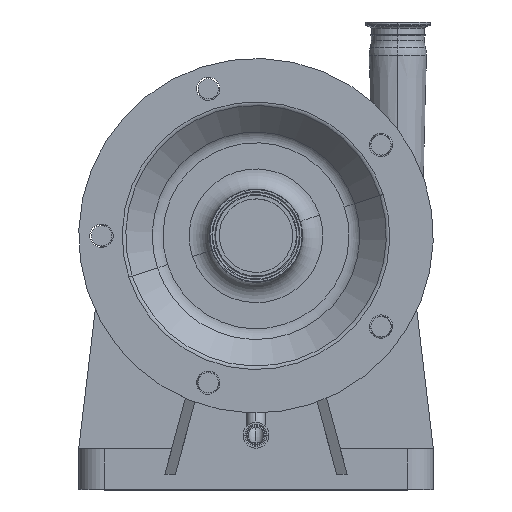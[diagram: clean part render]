
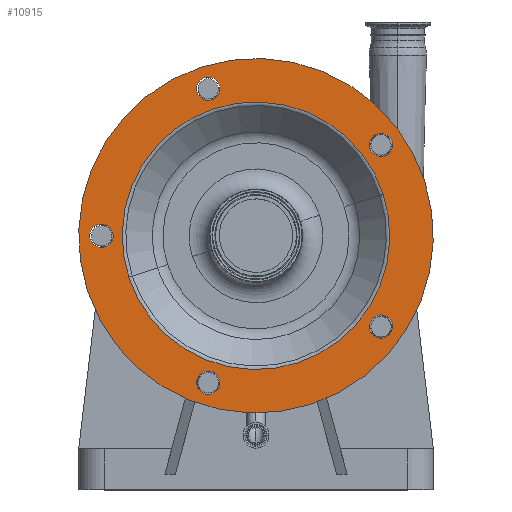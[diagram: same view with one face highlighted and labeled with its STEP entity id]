
A CAD part, top view. The second image highlights one B-rep face of the part: STEP entity #10915.
In plain terms, the highlighted planar face has unit normal (0, 0, 1).
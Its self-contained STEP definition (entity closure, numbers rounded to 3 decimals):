
#82 = AXIS2_PLACEMENT_3D ( 'NONE', #3998, #11971, #5123 ) ;
#192 = CARTESIAN_POINT ( 'NONE',  ( -47.125, 145.036, 289.5 ) ) ;
#287 = DIRECTION ( 'NONE',  ( 0., 0., 1. ) ) ;
#424 = ORIENTED_EDGE ( 'NONE', *, *, #10066, .F. ) ;
#483 = CARTESIAN_POINT ( 'NONE',  ( 134.312, -86.084, 289.5 ) ) ;
#490 = CIRCLE ( 'NONE', #13110, 175. ) ;
#499 = CARTESIAN_POINT ( 'NONE',  ( 166.435, 54.078, 289.5 ) ) ;
#536 = VERTEX_POINT ( 'NONE', #9244 ) ;
#586 = AXIS2_PLACEMENT_3D ( 'NONE', #12577, #5732, #13732 ) ;
#595 = CARTESIAN_POINT ( 'NONE',  ( 125.607, 40.812, 289.5 ) ) ;
#615 = DIRECTION ( 'NONE',  ( 0., 0., -1. ) ) ;
#647 = CIRCLE ( 'NONE', #8506, 11.5 ) ;
#1102 = CIRCLE ( 'NONE', #12822, 11.5 ) ;
#1273 = CIRCLE ( 'NONE', #12958, 11.5 ) ;
#1334 = DIRECTION ( 'NONE',  ( 0., 0., 1. ) ) ;
#1394 = EDGE_CURVE ( 'NONE', #4952, #11180, #2734, .T. ) ;
#1400 = DIRECTION ( 'NONE',  ( 0.951, 0.309, 0. ) ) ;
#1665 = DIRECTION ( 'NONE',  ( 0., 0., -1. ) ) ;
#1888 = CARTESIAN_POINT ( 'NONE',  ( -47.125, -145.036, 289.5 ) ) ;
#2013 = CARTESIAN_POINT ( 'NONE',  ( -125.607, -40.812, 289.5 ) ) ;
#2092 = CIRCLE ( 'NONE', #8048, 11.5 ) ;
#2262 = CIRCLE ( 'NONE', #2442, 11.5 ) ;
#2370 = ORIENTED_EDGE ( 'NONE', *, *, #9408, .F. ) ;
#2442 = AXIS2_PLACEMENT_3D ( 'NONE', #11128, #4286, #12278 ) ;
#2446 = AXIS2_PLACEMENT_3D ( 'NONE', #7168, #287, #8312 ) ;
#2490 = EDGE_CURVE ( 'NONE', #12354, #7608, #1273, .T. ) ;
#2601 = EDGE_CURVE ( 'NONE', #6644, #6642, #1102, .T. ) ;
#2651 = CIRCLE ( 'NONE', #12543, 11.5 ) ;
#2734 = CIRCLE ( 'NONE', #3586, 11.5 ) ;
#2782 = CIRCLE ( 'NONE', #586, 11.5 ) ;
#2835 = CARTESIAN_POINT ( 'NONE',  ( -47.125, 145.036, 289.5 ) ) ;
#2927 = EDGE_LOOP ( 'NONE', ( #3400, #13073 ) ) ;
#3026 = DIRECTION ( 'NONE',  ( 0.951, 0.309, 0. ) ) ;
#3400 = ORIENTED_EDGE ( 'NONE', *, *, #9097, .F. ) ;
#3499 = CARTESIAN_POINT ( 'NONE',  ( -152.5, 0., 289.5 ) ) ;
#3586 = AXIS2_PLACEMENT_3D ( 'NONE', #11637, #4791, #12787 ) ;
#3904 = CARTESIAN_POINT ( 'NONE',  ( -36.188, -141.482, 289.5 ) ) ;
#3987 = DIRECTION ( 'NONE',  ( 0.951, 0.309, 0. ) ) ;
#3998 = CARTESIAN_POINT ( 'NONE',  ( 0., 0., 289.5 ) ) ;
#4054 = ORIENTED_EDGE ( 'NONE', *, *, #12473, .F. ) ;
#4200 = AXIS2_PLACEMENT_3D ( 'NONE', #6514, #14518, #7660 ) ;
#4209 = ORIENTED_EDGE ( 'NONE', *, *, #2601, .F. ) ;
#4286 = DIRECTION ( 'NONE',  ( 0., 0., 1. ) ) ;
#4610 = DIRECTION ( 'NONE',  ( 0.951, 0.309, 0. ) ) ;
#4791 = DIRECTION ( 'NONE',  ( 0., 0., 1. ) ) ;
#4952 = VERTEX_POINT ( 'NONE', #12578 ) ;
#4970 = AXIS2_PLACEMENT_3D ( 'NONE', #7484, #615, #8622 ) ;
#5026 = CARTESIAN_POINT ( 'NONE',  ( -58.062, -148.59, 289.5 ) ) ;
#5027 = ORIENTED_EDGE ( 'NONE', *, *, #10316, .T. ) ;
#5123 = DIRECTION ( 'NONE',  ( -0.951, -0.309, 0. ) ) ;
#5274 = VERTEX_POINT ( 'NONE', #499 ) ;
#5353 = CARTESIAN_POINT ( 'NONE',  ( -166.435, -54.078, 289.5 ) ) ;
#5593 = EDGE_LOOP ( 'NONE', ( #424, #4209 ) ) ;
#5628 = CIRCLE ( 'NONE', #4200, 132.071 ) ;
#5685 = DIRECTION ( 'NONE',  ( 0., 0., -1. ) ) ;
#5714 = DIRECTION ( 'NONE',  ( 0., 0., 1. ) ) ;
#5732 = DIRECTION ( 'NONE',  ( 0., 0., 1. ) ) ;
#5878 = VERTEX_POINT ( 'NONE', #10509 ) ;
#6057 = ORIENTED_EDGE ( 'NONE', *, *, #9194, .F. ) ;
#6099 = ORIENTED_EDGE ( 'NONE', *, *, #9501, .F. ) ;
#6359 = EDGE_LOOP ( 'NONE', ( #6057, #13636 ) ) ;
#6514 = CARTESIAN_POINT ( 'NONE',  ( 0., 0., 289.5 ) ) ;
#6642 = VERTEX_POINT ( 'NONE', #3904 ) ;
#6644 = VERTEX_POINT ( 'NONE', #5026 ) ;
#6898 = ORIENTED_EDGE ( 'NONE', *, *, #10127, .F. ) ;
#6936 = EDGE_CURVE ( 'NONE', #5878, #11407, #8166, .T. ) ;
#7103 = VERTEX_POINT ( 'NONE', #595 ) ;
#7168 = CARTESIAN_POINT ( 'NONE',  ( 123.375, -89.637, 289.5 ) ) ;
#7471 = AXIS2_PLACEMENT_3D ( 'NONE', #2835, #10804, #3987 ) ;
#7484 = CARTESIAN_POINT ( 'NONE',  ( 0., 0., 289.5 ) ) ;
#7608 = VERTEX_POINT ( 'NONE', #13828 ) ;
#7660 = DIRECTION ( 'NONE',  ( -0.951, -0.309, 0. ) ) ;
#8048 = AXIS2_PLACEMENT_3D ( 'NONE', #12559, #5714, #13715 ) ;
#8163 = CARTESIAN_POINT ( 'NONE',  ( -47.125, -145.036, 289.5 ) ) ;
#8166 = CIRCLE ( 'NONE', #2446, 11.5 ) ;
#8219 = DIRECTION ( 'NONE',  ( 0., 0., 1. ) ) ;
#8308 = ORIENTED_EDGE ( 'NONE', *, *, #1394, .F. ) ;
#8312 = DIRECTION ( 'NONE',  ( 0.951, 0.309, 0. ) ) ;
#8330 = CARTESIAN_POINT ( 'NONE',  ( -163.437, -3.554, 289.5 ) ) ;
#8473 = CARTESIAN_POINT ( 'NONE',  ( -54.078, 166.435, 289.5 ) ) ;
#8506 = AXIS2_PLACEMENT_3D ( 'NONE', #1888, #9844, #3026 ) ;
#8622 = DIRECTION ( 'NONE',  ( -0.951, -0.309, 0. ) ) ;
#9097 = EDGE_CURVE ( 'NONE', #7608, #12354, #2782, .T. ) ;
#9147 = CIRCLE ( 'NONE', #4970, 175. ) ;
#9194 = EDGE_CURVE ( 'NONE', #13876, #536, #2651, .T. ) ;
#9244 = CARTESIAN_POINT ( 'NONE',  ( -58.062, 141.482, 289.5 ) ) ;
#9325 = DIRECTION ( 'NONE',  ( 0.951, 0.309, 0. ) ) ;
#9408 = EDGE_CURVE ( 'NONE', #11180, #4952, #2262, .T. ) ;
#9501 = EDGE_CURVE ( 'NONE', #11407, #5878, #2092, .T. ) ;
#9629 = DIRECTION ( 'NONE',  ( -0.951, -0.309, 0. ) ) ;
#9674 = ORIENTED_EDGE ( 'NONE', *, *, #13728, .T. ) ;
#9844 = DIRECTION ( 'NONE',  ( 0., 0., 1. ) ) ;
#10066 = EDGE_CURVE ( 'NONE', #6642, #6644, #647, .T. ) ;
#10127 = EDGE_CURVE ( 'NONE', #5274, #12637, #490, .T. ) ;
#10316 = EDGE_CURVE ( 'NONE', #7103, #14671, #14827, .T. ) ;
#10436 = AXIS2_PLACEMENT_3D ( 'NONE', #8473, #1665, #9629 ) ;
#10509 = CARTESIAN_POINT ( 'NONE',  ( 112.438, -93.191, 289.5 ) ) ;
#10623 = EDGE_LOOP ( 'NONE', ( #4054, #6898 ) ) ;
#10804 = DIRECTION ( 'NONE',  ( 0., 0., 1. ) ) ;
#10915 = ADVANCED_FACE ( 'NONE', ( #13484, #13554, #13407, #13390, #13426, #13473, #13377 ), #14190, .F. ) ;
#11128 = CARTESIAN_POINT ( 'NONE',  ( 123.375, 89.637, 289.5 ) ) ;
#11180 = VERTEX_POINT ( 'NONE', #11228 ) ;
#11228 = CARTESIAN_POINT ( 'NONE',  ( 134.312, 93.191, 289.5 ) ) ;
#11376 = EDGE_LOOP ( 'NONE', ( #6099, #12255 ) ) ;
#11407 = VERTEX_POINT ( 'NONE', #483 ) ;
#11410 = EDGE_CURVE ( 'NONE', #536, #13876, #12257, .T. ) ;
#11456 = DIRECTION ( 'NONE',  ( 0., 0., 1. ) ) ;
#11637 = CARTESIAN_POINT ( 'NONE',  ( 123.375, 89.637, 289.5 ) ) ;
#11971 = DIRECTION ( 'NONE',  ( 0., 0., -1. ) ) ;
#12255 = ORIENTED_EDGE ( 'NONE', *, *, #6936, .F. ) ;
#12257 = CIRCLE ( 'NONE', #7471, 11.5 ) ;
#12278 = DIRECTION ( 'NONE',  ( 0.951, 0.309, 0. ) ) ;
#12354 = VERTEX_POINT ( 'NONE', #8330 ) ;
#12367 = EDGE_LOOP ( 'NONE', ( #9674, #5027 ) ) ;
#12407 = CARTESIAN_POINT ( 'NONE',  ( -36.188, 148.59, 289.5 ) ) ;
#12473 = EDGE_CURVE ( 'NONE', #12637, #5274, #9147, .T. ) ;
#12534 = CARTESIAN_POINT ( 'NONE',  ( 0., 0., 289.5 ) ) ;
#12543 = AXIS2_PLACEMENT_3D ( 'NONE', #192, #8219, #1400 ) ;
#12559 = CARTESIAN_POINT ( 'NONE',  ( 123.375, -89.637, 289.5 ) ) ;
#12577 = CARTESIAN_POINT ( 'NONE',  ( -152.5, 0., 289.5 ) ) ;
#12578 = CARTESIAN_POINT ( 'NONE',  ( 112.438, 86.084, 289.5 ) ) ;
#12637 = VERTEX_POINT ( 'NONE', #5353 ) ;
#12787 = DIRECTION ( 'NONE',  ( 0.951, 0.309, 0. ) ) ;
#12822 = AXIS2_PLACEMENT_3D ( 'NONE', #8163, #1334, #9325 ) ;
#12958 = AXIS2_PLACEMENT_3D ( 'NONE', #3499, #11456, #4610 ) ;
#13073 = ORIENTED_EDGE ( 'NONE', *, *, #2490, .F. ) ;
#13110 = AXIS2_PLACEMENT_3D ( 'NONE', #12534, #5685, #13691 ) ;
#13377 = FACE_BOUND ( 'NONE', #6359, .T. ) ;
#13390 = FACE_BOUND ( 'NONE', #14127, .T. ) ;
#13407 = FACE_BOUND ( 'NONE', #11376, .T. ) ;
#13426 = FACE_BOUND ( 'NONE', #12367, .T. ) ;
#13473 = FACE_OUTER_BOUND ( 'NONE', #10623, .T. ) ;
#13484 = FACE_BOUND ( 'NONE', #2927, .T. ) ;
#13554 = FACE_BOUND ( 'NONE', #5593, .T. ) ;
#13636 = ORIENTED_EDGE ( 'NONE', *, *, #11410, .F. ) ;
#13691 = DIRECTION ( 'NONE',  ( -0.951, -0.309, 0. ) ) ;
#13715 = DIRECTION ( 'NONE',  ( 0.951, 0.309, 0. ) ) ;
#13728 = EDGE_CURVE ( 'NONE', #14671, #7103, #5628, .T. ) ;
#13732 = DIRECTION ( 'NONE',  ( 0.951, 0.309, 0. ) ) ;
#13828 = CARTESIAN_POINT ( 'NONE',  ( -141.563, 3.554, 289.5 ) ) ;
#13876 = VERTEX_POINT ( 'NONE', #12407 ) ;
#14127 = EDGE_LOOP ( 'NONE', ( #2370, #8308 ) ) ;
#14190 = PLANE ( 'NONE',  #10436 ) ;
#14518 = DIRECTION ( 'NONE',  ( 0., 0., -1. ) ) ;
#14671 = VERTEX_POINT ( 'NONE', #2013 ) ;
#14827 = CIRCLE ( 'NONE', #82, 132.071 ) ;
